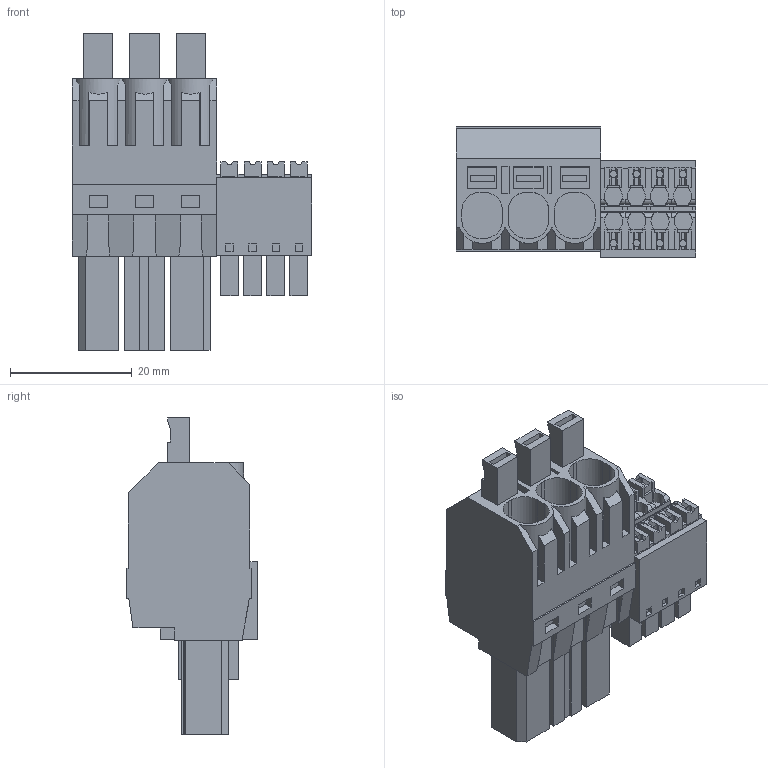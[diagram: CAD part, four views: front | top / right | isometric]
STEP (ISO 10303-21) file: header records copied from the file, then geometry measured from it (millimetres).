
FILE_DESCRIPTION(('CATIA V5 STEP Exchange','CAx-IF Rec.Pracs.--- Model Styling and Organization---1.4--- 2014-01-23'),'2;1');
FILE_NAME ('D1530518_1_2549420000_2549420000.stp','2023-09-07T12:40:14+00:00',('none'),('Weidmueller'),'CATIA Version 5-6 Release 2016 SP3 HF44','CATIA V5 STEP AP214','none');
FILE_SCHEMA(('AUTOMOTIVE_DESIGN { 1 0 10303 214 1 1 1 1 }'));
Length unit declared in the file: millimetre
Products named in the file (1): 2549420000
Bounding box: 39.41 x 21.53 x 52.11 mm (x, y, z)
Volume: 17497.1 mm3; surface area: 9925.5 mm2
Topology: 12 solids, 12 shells, 783 faces, 2141 edges, 1421 vertices
Faces by surface type: plane 698, cylinder 85
Entity records: 23297 total; most frequent: CARTESIAN_POINT 4617, ORIENTED_EDGE 4282, DIRECTION 3081, EDGE_CURVE 2141, VECTOR 1875, LINE 1875, VERTEX_POINT 1421, EDGE_LOOP 838
